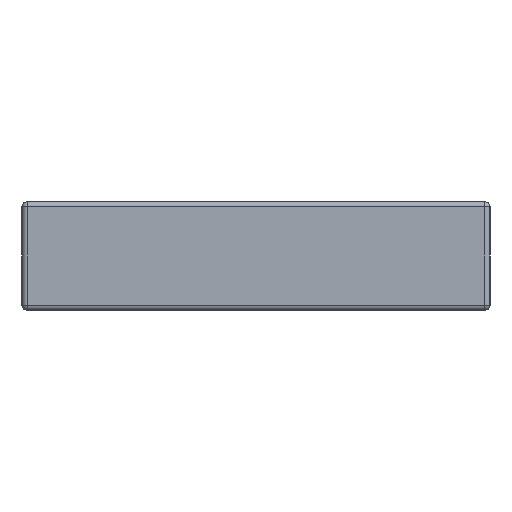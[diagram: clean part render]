
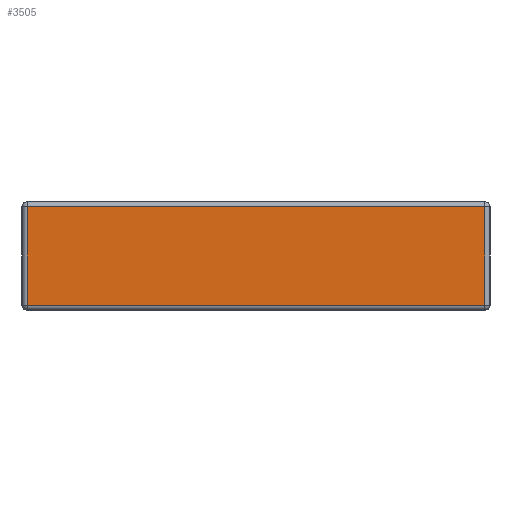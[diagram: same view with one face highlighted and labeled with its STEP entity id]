
A CAD part, left-side view. The second image highlights one B-rep face of the part: STEP entity #3505.
In plain terms, the highlighted planar face has unit normal (-1, 0, 0).
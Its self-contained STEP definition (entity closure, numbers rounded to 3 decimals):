
#591 = CYLINDRICAL_SURFACE('',#592,1.);
#592 = AXIS2_PLACEMENT_3D('',#593,#594,#595);
#593 = CARTESIAN_POINT('',(-120.5,-45.3,20.));
#594 = DIRECTION('',(0.,1.,0.));
#595 = DIRECTION('',(-1.,0.,0.));
#1773 = EDGE_CURVE('',#1774,#1776,#1778,.T.);
#1774 = VERTEX_POINT('',#1775);
#1775 = CARTESIAN_POINT('',(-121.5,-44.3,20.));
#1776 = VERTEX_POINT('',#1777);
#1777 = CARTESIAN_POINT('',(-121.5,44.3,20.));
#1778 = SURFACE_CURVE('',#1779,(#1783,#1790),.PCURVE_S1.);
#1779 = LINE('',#1780,#1781);
#1780 = CARTESIAN_POINT('',(-121.5,-45.3,20.));
#1781 = VECTOR('',#1782,1.);
#1782 = DIRECTION('',(0.,1.,0.));
#1783 = PCURVE('',#591,#1784);
#1784 = DEFINITIONAL_REPRESENTATION('',(#1785),#1789);
#1785 = LINE('',#1786,#1787);
#1786 = CARTESIAN_POINT('',(0.,0.));
#1787 = VECTOR('',#1788,1.);
#1788 = DIRECTION('',(0.,1.));
#1789 = ( GEOMETRIC_REPRESENTATION_CONTEXT(2) 
PARAMETRIC_REPRESENTATION_CONTEXT() REPRESENTATION_CONTEXT('2D SPACE',''
  ) );
#1790 = PCURVE('',#1791,#1796);
#1791 = PLANE('',#1792);
#1792 = AXIS2_PLACEMENT_3D('',#1793,#1794,#1795);
#1793 = CARTESIAN_POINT('',(-121.5,-45.3,0.));
#1794 = DIRECTION('',(-1.,0.,0.));
#1795 = DIRECTION('',(0.,1.,0.));
#1796 = DEFINITIONAL_REPRESENTATION('',(#1797),#1801);
#1797 = LINE('',#1798,#1799);
#1798 = CARTESIAN_POINT('',(0.,-20.));
#1799 = VECTOR('',#1800,1.);
#1800 = DIRECTION('',(1.,0.));
#1801 = ( GEOMETRIC_REPRESENTATION_CONTEXT(2) 
PARAMETRIC_REPRESENTATION_CONTEXT() REPRESENTATION_CONTEXT('2D SPACE',''
  ) );
#3440 = CYLINDRICAL_SURFACE('',#3441,1.);
#3441 = AXIS2_PLACEMENT_3D('',#3442,#3443,#3444);
#3442 = CARTESIAN_POINT('',(-120.5,44.3,0.));
#3443 = DIRECTION('',(0.,0.,1.));
#3444 = DIRECTION('',(0.,1.,0.));
#3505 = ADVANCED_FACE('',(#3506),#1791,.T.);
#3506 = FACE_BOUND('',#3507,.T.);
#3507 = EDGE_LOOP('',(#3508,#3509,#3532,#3560));
#3508 = ORIENTED_EDGE('',*,*,#1773,.T.);
#3509 = ORIENTED_EDGE('',*,*,#3510,.F.);
#3510 = EDGE_CURVE('',#3511,#1776,#3513,.T.);
#3511 = VERTEX_POINT('',#3512);
#3512 = CARTESIAN_POINT('',(-121.5,44.3,1.));
#3513 = SURFACE_CURVE('',#3514,(#3518,#3525),.PCURVE_S1.);
#3514 = LINE('',#3515,#3516);
#3515 = CARTESIAN_POINT('',(-121.5,44.3,0.));
#3516 = VECTOR('',#3517,1.);
#3517 = DIRECTION('',(0.,0.,1.));
#3518 = PCURVE('',#1791,#3519);
#3519 = DEFINITIONAL_REPRESENTATION('',(#3520),#3524);
#3520 = LINE('',#3521,#3522);
#3521 = CARTESIAN_POINT('',(89.6,0.));
#3522 = VECTOR('',#3523,1.);
#3523 = DIRECTION('',(0.,-1.));
#3524 = ( GEOMETRIC_REPRESENTATION_CONTEXT(2) 
PARAMETRIC_REPRESENTATION_CONTEXT() REPRESENTATION_CONTEXT('2D SPACE',''
  ) );
#3525 = PCURVE('',#3440,#3526);
#3526 = DEFINITIONAL_REPRESENTATION('',(#3527),#3531);
#3527 = LINE('',#3528,#3529);
#3528 = CARTESIAN_POINT('',(1.571,0.));
#3529 = VECTOR('',#3530,1.);
#3530 = DIRECTION('',(0.,1.));
#3531 = ( GEOMETRIC_REPRESENTATION_CONTEXT(2) 
PARAMETRIC_REPRESENTATION_CONTEXT() REPRESENTATION_CONTEXT('2D SPACE',''
  ) );
#3532 = ORIENTED_EDGE('',*,*,#3533,.F.);
#3533 = EDGE_CURVE('',#3534,#3511,#3536,.T.);
#3534 = VERTEX_POINT('',#3535);
#3535 = CARTESIAN_POINT('',(-121.5,-44.3,1.));
#3536 = SURFACE_CURVE('',#3537,(#3541,#3548),.PCURVE_S1.);
#3537 = LINE('',#3538,#3539);
#3538 = CARTESIAN_POINT('',(-121.5,-45.3,1.));
#3539 = VECTOR('',#3540,1.);
#3540 = DIRECTION('',(0.,1.,0.));
#3541 = PCURVE('',#1791,#3542);
#3542 = DEFINITIONAL_REPRESENTATION('',(#3543),#3547);
#3543 = LINE('',#3544,#3545);
#3544 = CARTESIAN_POINT('',(0.,-1.));
#3545 = VECTOR('',#3546,1.);
#3546 = DIRECTION('',(1.,0.));
#3547 = ( GEOMETRIC_REPRESENTATION_CONTEXT(2) 
PARAMETRIC_REPRESENTATION_CONTEXT() REPRESENTATION_CONTEXT('2D SPACE',''
  ) );
#3548 = PCURVE('',#3549,#3554);
#3549 = CYLINDRICAL_SURFACE('',#3550,1.);
#3550 = AXIS2_PLACEMENT_3D('',#3551,#3552,#3553);
#3551 = CARTESIAN_POINT('',(-120.5,-45.3,1.));
#3552 = DIRECTION('',(0.,1.,0.));
#3553 = DIRECTION('',(-1.,0.,0.));
#3554 = DEFINITIONAL_REPRESENTATION('',(#3555),#3559);
#3555 = LINE('',#3556,#3557);
#3556 = CARTESIAN_POINT('',(-0.,0.));
#3557 = VECTOR('',#3558,1.);
#3558 = DIRECTION('',(-0.,1.));
#3559 = ( GEOMETRIC_REPRESENTATION_CONTEXT(2) 
PARAMETRIC_REPRESENTATION_CONTEXT() REPRESENTATION_CONTEXT('2D SPACE',''
  ) );
#3560 = ORIENTED_EDGE('',*,*,#3561,.T.);
#3561 = EDGE_CURVE('',#3534,#1774,#3562,.T.);
#3562 = SURFACE_CURVE('',#3563,(#3567,#3574),.PCURVE_S1.);
#3563 = LINE('',#3564,#3565);
#3564 = CARTESIAN_POINT('',(-121.5,-44.3,0.));
#3565 = VECTOR('',#3566,1.);
#3566 = DIRECTION('',(0.,0.,1.));
#3567 = PCURVE('',#1791,#3568);
#3568 = DEFINITIONAL_REPRESENTATION('',(#3569),#3573);
#3569 = LINE('',#3570,#3571);
#3570 = CARTESIAN_POINT('',(1.,0.));
#3571 = VECTOR('',#3572,1.);
#3572 = DIRECTION('',(0.,-1.));
#3573 = ( GEOMETRIC_REPRESENTATION_CONTEXT(2) 
PARAMETRIC_REPRESENTATION_CONTEXT() REPRESENTATION_CONTEXT('2D SPACE',''
  ) );
#3574 = PCURVE('',#3575,#3580);
#3575 = CYLINDRICAL_SURFACE('',#3576,1.);
#3576 = AXIS2_PLACEMENT_3D('',#3577,#3578,#3579);
#3577 = CARTESIAN_POINT('',(-120.5,-44.3,0.));
#3578 = DIRECTION('',(0.,0.,1.));
#3579 = DIRECTION('',(-1.,0.,0.));
#3580 = DEFINITIONAL_REPRESENTATION('',(#3581),#3585);
#3581 = LINE('',#3582,#3583);
#3582 = CARTESIAN_POINT('',(0.,0.));
#3583 = VECTOR('',#3584,1.);
#3584 = DIRECTION('',(0.,1.));
#3585 = ( GEOMETRIC_REPRESENTATION_CONTEXT(2) 
PARAMETRIC_REPRESENTATION_CONTEXT() REPRESENTATION_CONTEXT('2D SPACE',''
  ) );
